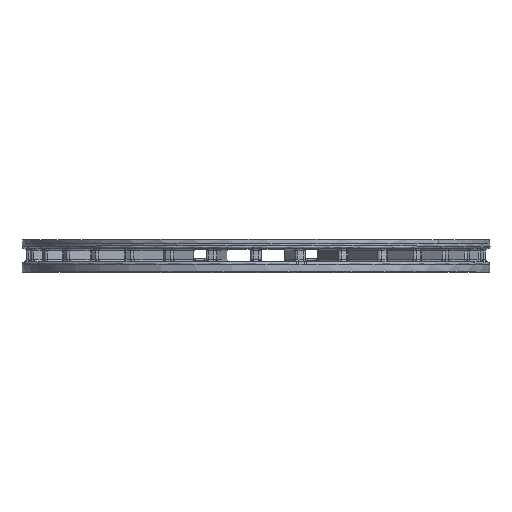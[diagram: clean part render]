
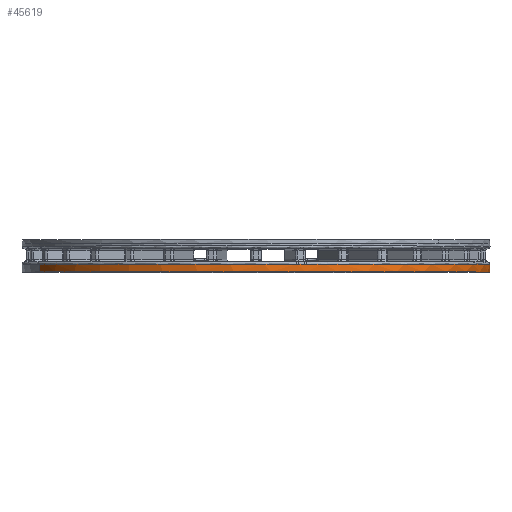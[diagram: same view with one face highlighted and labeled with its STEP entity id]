
A CAD part, top view. The second image highlights one B-rep face of the part: STEP entity #45619.
In plain terms, the highlighted free-form (B-spline) face has degree [2, 1] with [5, 2] control points.
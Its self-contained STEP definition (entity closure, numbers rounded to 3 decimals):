
#39002 = VERTEX_POINT('',#39003);
#39003 = CARTESIAN_POINT('',(-204.984,7.285,
    84.907));
#39011 = EDGE_CURVE('',#39012,#39002,#39014,.T.);
#39012 = VERTEX_POINT('',#39013);
#39013 = CARTESIAN_POINT('',(38.635,7.285,
    218.483));
#39014 = ( BOUNDED_CURVE() B_SPLINE_CURVE(2,(#39015,#39016,#39017),
.UNSPECIFIED.,.F.,.F.) B_SPLINE_CURVE_WITH_KNOTS((3,3),(2.967,
4.32),.PIECEWISE_BEZIER_KNOTS.) CURVE() 
GEOMETRIC_REPRESENTATION_ITEM() RATIONAL_B_SPLINE_CURVE((1.,
0.78,1.)) REPRESENTATION_ITEM('') );
#39015 = CARTESIAN_POINT('',(38.635,7.285,
    218.483));
#39016 = CARTESIAN_POINT('',(-136.804,7.285,
    249.507));
#39017 = CARTESIAN_POINT('',(-204.984,7.285,
    84.907));
#39492 = VERTEX_POINT('',#39493);
#39493 = CARTESIAN_POINT('',(40.594,7.306,
    218.127));
#39503 = EDGE_CURVE('',#39492,#39012,#39504,.T.);
#39504 = B_SPLINE_CURVE_WITH_KNOTS('',5,(#39505,#39506,#39507,#39508,
    #39509,#39510,#39511,#39512,#39513),.UNSPECIFIED.,.F.,.F.,(6,3,6),(
    8.281,10.092,10.207),.UNSPECIFIED.);
#39505 = CARTESIAN_POINT('',(40.594,7.306,
    218.127));
#39506 = CARTESIAN_POINT('',(40.237,7.306,
    218.194));
#39507 = CARTESIAN_POINT('',(39.88,7.303,
    218.26));
#39508 = CARTESIAN_POINT('',(39.518,7.296,
    218.325));
#39509 = CARTESIAN_POINT('',(39.121,7.287,
    218.397));
#39510 = CARTESIAN_POINT('',(38.709,7.286,
    218.47));
#39511 = CARTESIAN_POINT('',(38.685,7.286,
    218.474));
#39512 = CARTESIAN_POINT('',(38.66,7.285,
    218.479));
#39513 = CARTESIAN_POINT('',(38.635,7.285,
    218.483));
#39556 = VERTEX_POINT('',#39557);
#39557 = CARTESIAN_POINT('',(45.97,7.306,
    217.058));
#39567 = EDGE_CURVE('',#39556,#39492,#39568,.T.);
#39568 = B_SPLINE_CURVE_WITH_KNOTS('',5,(#39569,#39570,#39571,#39572,
    #39573,#39574,#39575,#39576,#39577),.UNSPECIFIED.,.F.,.F.,(6,3,6),(
    38.151,41.782,43.339),.UNSPECIFIED.);
#39569 = CARTESIAN_POINT('',(45.97,7.306,
    217.058));
#39570 = CARTESIAN_POINT('',(45.219,7.305,
    217.217));
#39571 = CARTESIAN_POINT('',(44.468,7.304,
    217.373));
#39572 = CARTESIAN_POINT('',(43.716,7.304,
    217.525));
#39573 = CARTESIAN_POINT('',(42.64,7.304,
    217.739));
#39574 = CARTESIAN_POINT('',(41.564,7.305,
    217.945));
#39575 = CARTESIAN_POINT('',(41.24,7.305,
    218.007));
#39576 = CARTESIAN_POINT('',(40.917,7.305,
    218.067));
#39577 = CARTESIAN_POINT('',(40.594,7.306,
    218.127));
#39620 = VERTEX_POINT('',#39621);
#39621 = CARTESIAN_POINT('',(47.916,7.285,
    216.637));
#39632 = EDGE_CURVE('',#39620,#39556,#39633,.T.);
#39633 = B_SPLINE_CURVE_WITH_KNOTS('',5,(#39634,#39635,#39636,#39637,
    #39638,#39639,#39640,#39641,#39642,#39643,#39644,#39645),
  .UNSPECIFIED.,.F.,.F.,(6,3,3,6),(6.459,7.46,
    8.379,8.384),.UNSPECIFIED.);
#39634 = CARTESIAN_POINT('',(47.916,7.285,
    216.637));
#39635 = CARTESIAN_POINT('',(47.702,7.285,
    216.684));
#39636 = CARTESIAN_POINT('',(47.492,7.288,
    216.73));
#39637 = CARTESIAN_POINT('',(47.285,7.291,
    216.776));
#39638 = CARTESIAN_POINT('',(46.896,7.298,
    216.86));
#39639 = CARTESIAN_POINT('',(46.516,7.303,
    216.942));
#39640 = CARTESIAN_POINT('',(46.335,7.305,
    216.981));
#39641 = CARTESIAN_POINT('',(46.154,7.306,
    217.019));
#39642 = CARTESIAN_POINT('',(45.973,7.306,
    217.057));
#39643 = CARTESIAN_POINT('',(45.972,7.306,
    217.058));
#39644 = CARTESIAN_POINT('',(45.971,7.306,
    217.058));
#39645 = CARTESIAN_POINT('',(45.97,7.306,
    217.058));
#39773 = EDGE_CURVE('',#39774,#39620,#39776,.T.);
#39774 = VERTEX_POINT('',#39775);
#39775 = CARTESIAN_POINT('',(204.984,7.285,
    -84.907));
#39776 = ( BOUNDED_CURVE() B_SPLINE_CURVE(2,(#39777,#39778,#39779),
.UNSPECIFIED.,.F.,.F.) B_SPLINE_CURVE_WITH_KNOTS((3,3),(1.178,
2.924),.PIECEWISE_BEZIER_KNOTS.) CURVE() 
GEOMETRIC_REPRESENTATION_ITEM() RATIONAL_B_SPLINE_CURVE((1.,
0.643,1.)) REPRESENTATION_ITEM('') );
#39777 = CARTESIAN_POINT('',(204.984,7.285,
    -84.907));
#39778 = CARTESIAN_POINT('',(306.222,7.285,
    159.505));
#39779 = CARTESIAN_POINT('',(47.916,7.285,
    216.637));
#45576 = EDGE_CURVE('',#45577,#39002,#45579,.T.);
#45577 = VERTEX_POINT('',#45578);
#45578 = CARTESIAN_POINT('',(-204.984,0.,84.907));
#45579 = B_SPLINE_CURVE_WITH_KNOTS('',1,(#45580,#45581),.UNSPECIFIED.,
  .F.,.F.,(2,2),(235.353,240.253),.PIECEWISE_BEZIER_KNOTS.);
#45580 = CARTESIAN_POINT('',(-204.984,0.,84.907));
#45581 = CARTESIAN_POINT('',(-204.984,7.285,
    84.907));
#45594 = EDGE_CURVE('',#45595,#39774,#45597,.T.);
#45595 = VERTEX_POINT('',#45596);
#45596 = CARTESIAN_POINT('',(204.984,0.,-84.907));
#45597 = B_SPLINE_CURVE_WITH_KNOTS('',1,(#45598,#45599),.UNSPECIFIED.,
  .F.,.F.,(2,2),(235.353,240.253),.PIECEWISE_BEZIER_KNOTS.);
#45598 = CARTESIAN_POINT('',(204.984,0.,-84.907));
#45599 = CARTESIAN_POINT('',(204.984,7.285,
    -84.907));
#45619 = ADVANCED_FACE('',(#45620),#45637,.T.);
#45620 = FACE_BOUND('',#45621,.T.);
#45621 = EDGE_LOOP('',(#45622,#45623,#45624,#45625,#45626,#45627,#45628,
    #45629));
#45622 = ORIENTED_EDGE('',*,*,#45594,.T.);
#45623 = ORIENTED_EDGE('',*,*,#39773,.T.);
#45624 = ORIENTED_EDGE('',*,*,#39632,.T.);
#45625 = ORIENTED_EDGE('',*,*,#39567,.T.);
#45626 = ORIENTED_EDGE('',*,*,#39503,.T.);
#45627 = ORIENTED_EDGE('',*,*,#39011,.T.);
#45628 = ORIENTED_EDGE('',*,*,#45576,.F.);
#45629 = ORIENTED_EDGE('',*,*,#45630,.T.);
#45630 = EDGE_CURVE('',#45577,#45595,#45631,.T.);
#45631 = ( BOUNDED_CURVE() B_SPLINE_CURVE(2,(#45632,#45633,#45634,#45635
,#45636),.UNSPECIFIED.,.F.,.F.) B_SPLINE_CURVE_WITH_KNOTS((3,2,3),(
    5.105,6.676,8.247),
.PIECEWISE_BEZIER_KNOTS.) CURVE() GEOMETRIC_REPRESENTATION_ITEM() 
RATIONAL_B_SPLINE_CURVE((1.,0.707,1.,0.707,1.)) 
REPRESENTATION_ITEM('') );
#45632 = CARTESIAN_POINT('',(-204.984,0.,84.907));
#45633 = CARTESIAN_POINT('',(-120.077,0.,289.891));
#45634 = CARTESIAN_POINT('',(84.907,0.,204.984));
#45635 = CARTESIAN_POINT('',(289.891,0.,120.077));
#45636 = CARTESIAN_POINT('',(204.984,0.,-84.907));
#45637 = ( BOUNDED_SURFACE() B_SPLINE_SURFACE(2,1,(
    (#45638,#45639)
    ,(#45640,#45641)
    ,(#45642,#45643)
    ,(#45644,#45645)
    ,(#45646,#45647
)),.UNSPECIFIED.,.F.,.F.,.F.) B_SPLINE_SURFACE_WITH_KNOTS((3,2,3),(2,2),
  (0.,1.571,3.142),(-17.574,-12.66),
.PIECEWISE_BEZIER_KNOTS.) GEOMETRIC_REPRESENTATION_ITEM() 
RATIONAL_B_SPLINE_SURFACE((
    (1.,1.)
    ,(0.707,0.707)
    ,(1.,1.)
    ,(0.707,0.707)
,(1.,1.))) REPRESENTATION_ITEM('') SURFACE() );
#45638 = CARTESIAN_POINT('',(-204.984,0.,
    84.907));
#45639 = CARTESIAN_POINT('',(-204.984,7.306,
    84.907));
#45640 = CARTESIAN_POINT('',(-120.077,0.,
    289.891));
#45641 = CARTESIAN_POINT('',(-120.077,7.306,
    289.891));
#45642 = CARTESIAN_POINT('',(84.907,0.,
    204.984));
#45643 = CARTESIAN_POINT('',(84.907,7.306,
    204.984));
#45644 = CARTESIAN_POINT('',(289.891,0.,
    120.077));
#45645 = CARTESIAN_POINT('',(289.891,7.306,
    120.077));
#45646 = CARTESIAN_POINT('',(204.984,0.,
    -84.907));
#45647 = CARTESIAN_POINT('',(204.984,7.306,
    -84.907));
